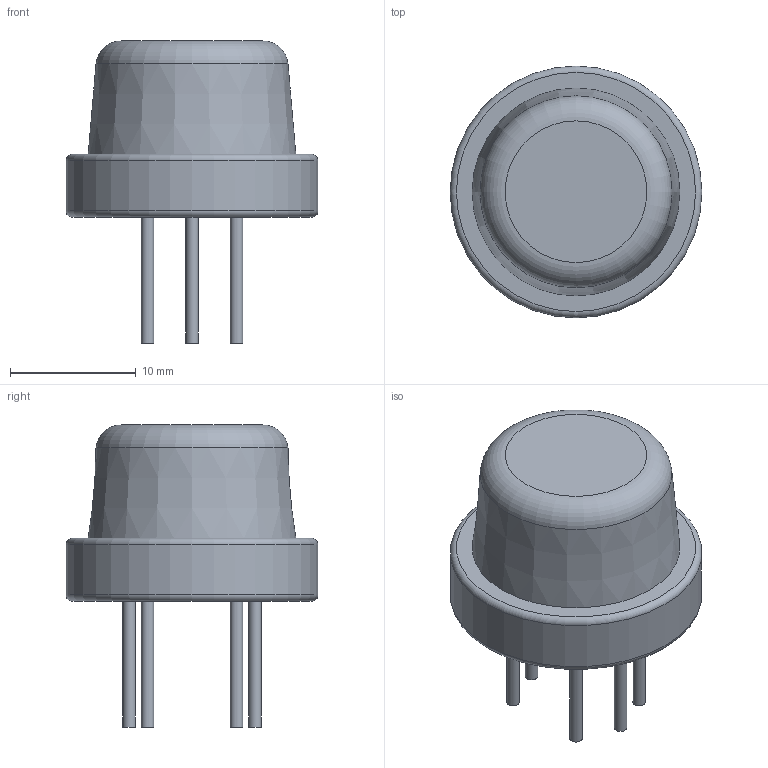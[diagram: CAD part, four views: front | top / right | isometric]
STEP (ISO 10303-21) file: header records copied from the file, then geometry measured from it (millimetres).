
FILE_DESCRIPTION(/* description */ (''),/* implementation_level */ '2;1');
FILE_NAME(/* name */ 'MQ135_sensor.step',/* time_stamp */ '2022-09-18T20:14:39-03:00',/* author */ (''),/* organization */ (''),/* preprocessor_version */ 'ST-DEVELOPER v19',/* originating_system */ 'Autodesk Translation Framework v11.7.0.108',/* authorisation */ '');
FILE_SCHEMA (('AUTOMOTIVE_DESIGN { 1 0 10303 214 3 1 1 }'));
Length unit declared in the file: millimetre
Products named in the file (1): (Sin guardar)
Bounding box: 20 x 20 x 24 mm (x, y, z)
Volume: 3326.7 mm3; surface area: 1904.2 mm2
Topology: 2 solids, 2 shells, 21 faces, 30 edges, 19 vertices
Faces by surface type: plane 10, cylinder 7, torus 3, cone 1
Full cylindrical faces by diameter (mm): 1 x6, 20 x1
Entity records: 508 total; most frequent: DIRECTION 96, CARTESIAN_POINT 71, ORIENTED_EDGE 60, AXIS2_PLACEMENT_3D 44, EDGE_CURVE 30, EDGE_LOOP 27, CIRCLE 22, FACE_OUTER_BOUND 21
